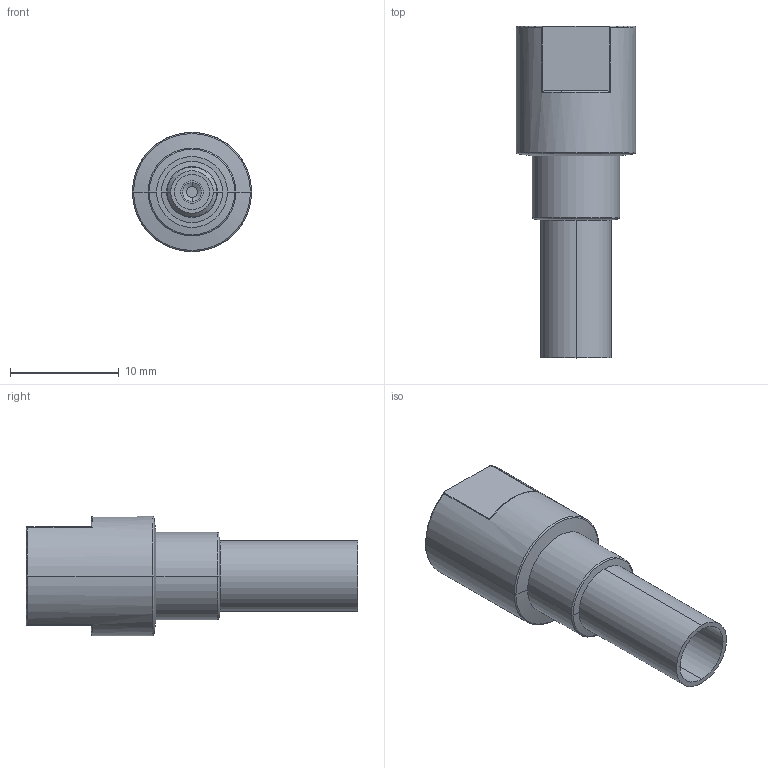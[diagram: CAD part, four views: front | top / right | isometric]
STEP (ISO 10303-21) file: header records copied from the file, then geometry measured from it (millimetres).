
FILE_DESCRIPTION (( 'STEP AP214' ), '1' );
FILE_NAME ('BAC8015.STEP', '2006-08-25T19:55:57', ( 'L-COM' ), ( 'L-COM' ), 'SwSTEP 2.0', 'SolidWorks 2006052', '' );
FILE_SCHEMA (( 'AUTOMOTIVE_DESIGN' ));
Length unit declared in the file: inch
Products named in the file (4): BAC8015-MA3; BAC8015-MA1; BAC8015-MA2; BAC8015
Assembly tree (3 placements, depth 2):
  BAC8015
    BAC8015-MA3
    BAC8015-MA1
    BAC8015-MA2
Bounding box: 10.97 x 30.58 x 10.97 mm (x, y, z)
Volume: 1143.3 mm3; surface area: 1738.4 mm2
Topology: 3 solids, 3 shells, 74 faces, 159 edges, 97 vertices
Faces by surface type: cylinder 30, plane 16, torus 16, cone 12
Entity records: 3205 total; most frequent: CARTESIAN_POINT 448, DIRECTION 396, ORIENTED_EDGE 318, AXIS2_PLACEMENT_3D 173, EDGE_CURVE 159, VERTEX_POINT 97, CIRCLE 93, EDGE_LOOP 84
